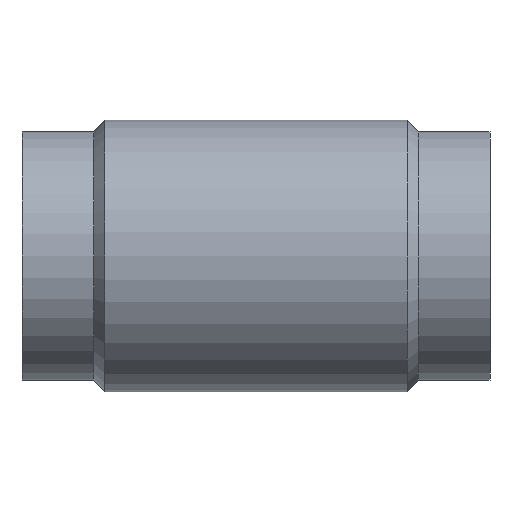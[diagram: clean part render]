
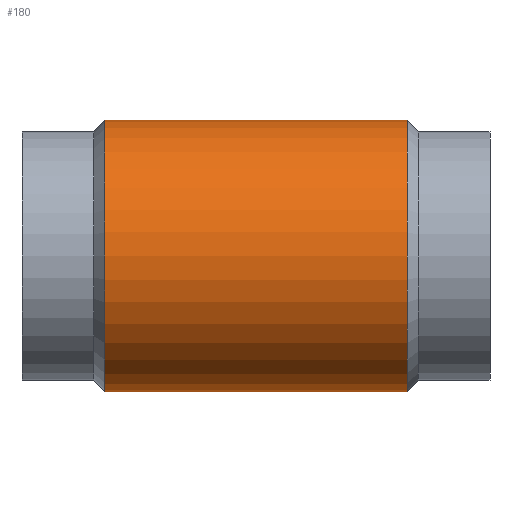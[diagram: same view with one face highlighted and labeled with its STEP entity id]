
A CAD part, front view. The second image highlights one B-rep face of the part: STEP entity #180.
In plain terms, the highlighted cylindrical face has radius 136.35 mm (diameter 272.7 mm), a full revolution.
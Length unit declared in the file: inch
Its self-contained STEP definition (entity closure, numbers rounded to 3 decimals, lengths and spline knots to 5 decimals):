
#4 = CYLINDRICAL_SURFACE ( 'NONE', #147, 5.36811 ) ;
#6 = ORIENTED_EDGE ( 'NONE', *, *, #231, .F. ) ;
#8 = CARTESIAN_POINT ( 'NONE',  ( -19.98819, 10.73622, 5.36811 ) ) ;
#15 = AXIS2_PLACEMENT_3D ( 'NONE', #181, #182, #183 ) ;
#17 = AXIS2_PLACEMENT_3D ( 'NONE', #200, #209, #211 ) ;
#24 = CARTESIAN_POINT ( 'NONE',  ( -3.2815, 5.36811, 0. ) ) ;
#44 = CIRCLE ( 'NONE', #15, 5.36811 ) ;
#57 = EDGE_CURVE ( 'NONE', #94, #373, #214, .T. ) ;
#59 = ORIENTED_EDGE ( 'NONE', *, *, #237, .F. ) ;
#74 = VERTEX_POINT ( 'NONE', #24 ) ;
#94 = VERTEX_POINT ( 'NONE', #97 ) ;
#97 = CARTESIAN_POINT ( 'NONE',  ( -9.25197, 0., -5.36811 ) ) ;
#99 = EDGE_LOOP ( 'NONE', ( #59 ) ) ;
#105 = CARTESIAN_POINT ( 'NONE',  ( -15.22244, 5.36811, 0. ) ) ;
#108 = DIRECTION ( 'NONE',  ( 1., 0., 0. ) ) ;
#110 = FACE_OUTER_BOUND ( 'NONE', #274, .T. ) ;
#111 = DIRECTION ( 'NONE',  ( 0., 0., -1. ) ) ;
#117 = FACE_BOUND ( 'NONE', #244, .T. ) ;
#136 = CARTESIAN_POINT ( 'NONE',  ( -9.25197, 0., 0. ) ) ;
#143 = FACE_OUTER_BOUND ( 'NONE', #99, .T. ) ;
#147 = AXIS2_PLACEMENT_3D ( 'NONE', #136, #108, #111 ) ;
#175 = CARTESIAN_POINT ( 'NONE',  ( -9.25197, 0., 5.36811 ) ) ;
#180 = ADVANCED_FACE ( 'NONE', ( #117, #143, #110 ), #4, .T. ) ;
#181 = CARTESIAN_POINT ( 'NONE',  ( -3.2815, 0., 0. ) ) ;
#182 = DIRECTION ( 'NONE',  ( 1., 0., 0. ) ) ;
#183 = DIRECTION ( 'NONE',  ( 0., 1., 0. ) ) ;
#186 = CARTESIAN_POINT ( 'NONE',  ( -19.98819, 10.73622, -5.36811 ) ) ;
#200 = CARTESIAN_POINT ( 'NONE',  ( -15.22244, 0., 0. ) ) ;
#209 = DIRECTION ( 'NONE',  ( -1., 0., 0. ) ) ;
#211 = DIRECTION ( 'NONE',  ( 0., 1., 0. ) ) ;
#213 = CARTESIAN_POINT ( 'NONE',  ( 1.48425, 10.73622, 5.36811 ) ) ;
#214 =( BOUNDED_CURVE ( )  B_SPLINE_CURVE ( 3, ( #297, #290, #213, #268 ),
 .UNSPECIFIED., .F., .F. ) 
 B_SPLINE_CURVE_WITH_KNOTS ( ( 4, 4 ),
 ( 1.5708, 4.71239 ),
 .UNSPECIFIED. ) 
 CURVE ( )  GEOMETRIC_REPRESENTATION_ITEM ( )  RATIONAL_B_SPLINE_CURVE ( ( 1., 0.333, 0.333, 1. ) ) 
 REPRESENTATION_ITEM ( '' )  );
#220 = CIRCLE ( 'NONE', #17, 5.36811 ) ;
#231 = EDGE_CURVE ( 'NONE', #74, #74, #44, .T. ) ;
#232 = ORIENTED_EDGE ( 'NONE', *, *, #57, .T. ) ;
#237 = EDGE_CURVE ( 'NONE', #287, #287, #220, .T. ) ;
#240 =( BOUNDED_CURVE ( )  B_SPLINE_CURVE ( 3, ( #175, #8, #186, #367 ),
 .UNSPECIFIED., .F., .T. ) 
 B_SPLINE_CURVE_WITH_KNOTS ( ( 4, 4 ),
 ( 1.5708, 4.71239 ),
 .UNSPECIFIED. ) 
 CURVE ( )  GEOMETRIC_REPRESENTATION_ITEM ( )  RATIONAL_B_SPLINE_CURVE ( ( 1., 0.333, 0.333, 1. ) ) 
 REPRESENTATION_ITEM ( '' )  );
#244 = EDGE_LOOP ( 'NONE', ( #309, #232 ) ) ;
#268 = CARTESIAN_POINT ( 'NONE',  ( -9.25197, 0., 5.36811 ) ) ;
#274 = EDGE_LOOP ( 'NONE', ( #6 ) ) ;
#287 = VERTEX_POINT ( 'NONE', #105 ) ;
#290 = CARTESIAN_POINT ( 'NONE',  ( 1.48425, 10.73622, -5.36811 ) ) ;
#297 = CARTESIAN_POINT ( 'NONE',  ( -9.25197, 0., -5.36811 ) ) ;
#309 = ORIENTED_EDGE ( 'NONE', *, *, #347, .T. ) ;
#347 = EDGE_CURVE ( 'NONE', #373, #94, #240, .T. ) ;
#367 = CARTESIAN_POINT ( 'NONE',  ( -9.25197, 0., -5.36811 ) ) ;
#373 = VERTEX_POINT ( 'NONE', #384 ) ;
#384 = CARTESIAN_POINT ( 'NONE',  ( -9.25197, 0., 5.36811 ) ) ;
